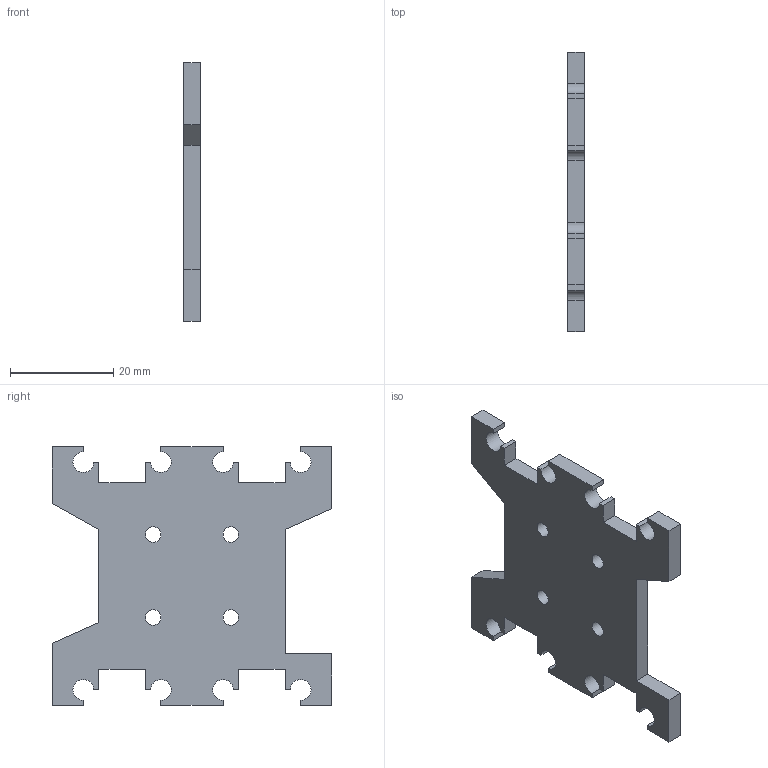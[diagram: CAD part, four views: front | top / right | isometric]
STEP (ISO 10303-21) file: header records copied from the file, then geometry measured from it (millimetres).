
FILE_DESCRIPTION(/* description */ (''),/* implementation_level */ '2;1');
FILE_NAME(/* name */ '8inch_Center v9.step',/* time_stamp */ '2020-06-01T13:18:04-05:00',/* author */ (''),/* organization */ (''),/* preprocessor_version */ 'ST-DEVELOPER v18.1',/* originating_system */ 'Autodesk Translation Framework v9.3.0.1241',/* authorisation */ '');
FILE_SCHEMA (('AUTOMOTIVE_DESIGN { 1 0 10303 214 3 1 1 }'));
Length unit declared in the file: millimetre
Products named in the file (1): Hemera Mount 1/8inch_Center
Bounding box: 3.17 x 54 x 50 mm (x, y, z)
Volume: 5828.1 mm3; surface area: 4849.4 mm2
Topology: 1 solids, 1 shells, 58 faces, 168 edges, 112 vertices
Faces by surface type: plane 46, cylinder 12
Full cylindrical faces by diameter (mm): 3 x4
Entity records: 1952 total; most frequent: CARTESIAN_POINT 339, ORIENTED_EDGE 336, DIRECTION 310, EDGE_CURVE 168, LINE 144, VECTOR 144, VERTEX_POINT 112, AXIS2_PLACEMENT_3D 83
